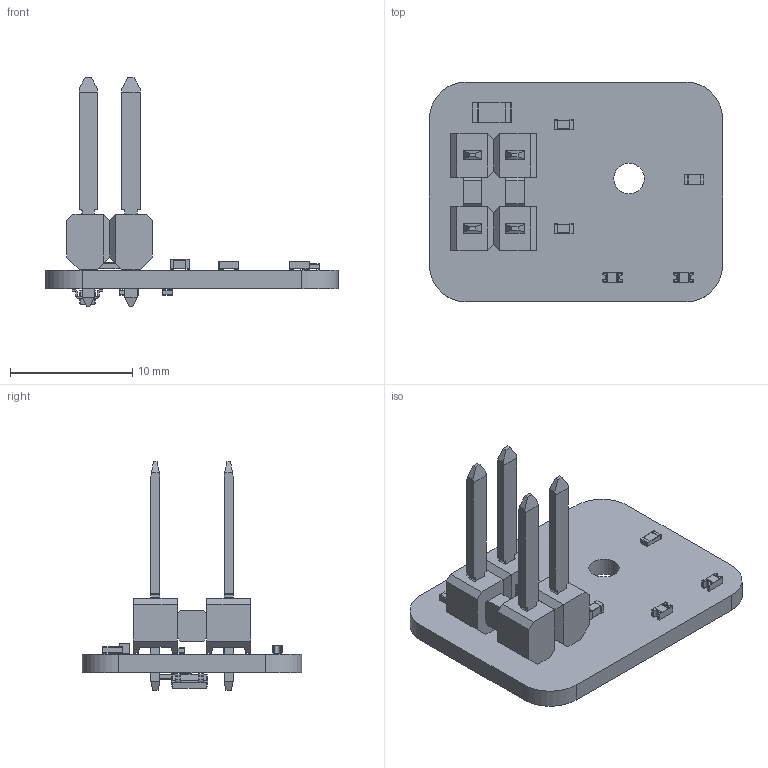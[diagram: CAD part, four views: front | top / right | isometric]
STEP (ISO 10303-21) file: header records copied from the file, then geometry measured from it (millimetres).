
FILE_DESCRIPTION(('KiCad electronic assembly'),'2;1');
FILE_NAME('HeadlightDimmerPCB.step','2025-04-30T21:59:04',('Pcbnew'),( 'Kicad'),'Open CASCADE STEP processor 7.8','KiCad to STEP converter' ,'Unknown');
FILE_SCHEMA(('AUTOMOTIVE_DESIGN { 1 0 10303 214 1 1 1 1 }'));
Length unit declared in the file: millimetre
Products named in the file (8): HeadlightDimmerPCB 1; R_0603_1608Metric; kicad_embedded_F297D5C46CD6C8E37C6DE011A60EFE16; C_0603_1608Metric; D_0603_1608Metric; Fuse_1206_3216Metric; SOT-23; HeadlightDimmerPCB_PCB
Assembly tree (11 placements, depth 2):
  HeadlightDimmerPCB 1
    R_0603_1608Metric  x3
    kicad_embedded_F297D5C46CD6C8E37C6DE011A60EFE16
    C_0603_1608Metric  x2
    D_0603_1608Metric  x2
    Fuse_1206_3216Metric
    SOT-23
    HeadlightDimmerPCB_PCB
Bounding box: 24 x 18 x 18.75 mm (x, y, z)
Volume: 905.3 mm3; surface area: 1606.1 mm2
Topology: 11 solids, 11 shells, 509 faces, 1323 edges, 852 vertices
Faces by surface type: plane 361, cylinder 121, bspline 27
Full cylindrical faces by diameter (mm): 1.397 x4, 2.5 x1
Entity records: 14551 total; most frequent: CARTESIAN_POINT 2270, ORIENTED_EDGE 2014, DIRECTION 1867, EDGE_CURVE 1007, LINE 817, VECTOR 817, VERTEX_POINT 644, AXIS2_PLACEMENT_3D 525
